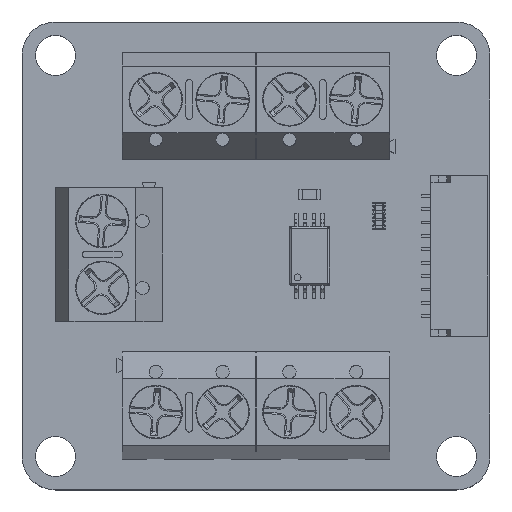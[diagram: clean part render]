
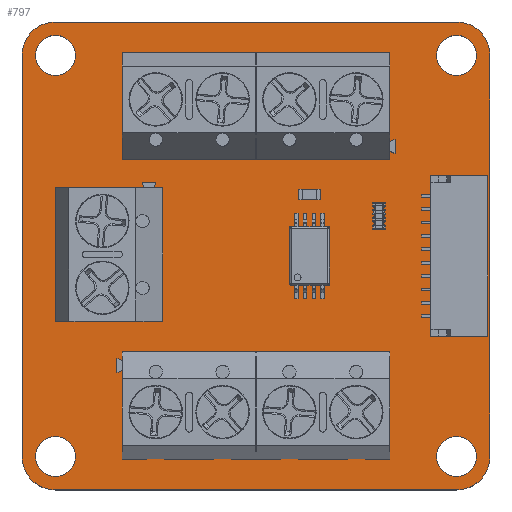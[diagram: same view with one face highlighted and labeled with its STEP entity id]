
A CAD part, top view. The second image highlights one B-rep face of the part: STEP entity #797.
In plain terms, the highlighted planar face has unit normal (0, 0, 1).
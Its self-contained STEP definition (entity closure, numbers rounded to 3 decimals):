
#22 = VERTEX_POINT('',#23);
#23 = CARTESIAN_POINT('',(-17.499,-15.001,0.));
#41 = VERTEX_POINT('',#42);
#42 = CARTESIAN_POINT('',(-15.,-17.501,0.));
#48 = EDGE_CURVE('',#22,#41,#49,.T.);
#49 = CIRCLE('',#50,2.499);
#50 = AXIS2_PLACEMENT_3D('',#51,#52,#53);
#51 = CARTESIAN_POINT('',(-15.,-15.001,0.));
#52 = DIRECTION('',(0.,0.,1.));
#53 = DIRECTION('',(-1.,0.,0.));
#64 = VERTEX_POINT('',#65);
#65 = CARTESIAN_POINT('',(-17.499,15.001,0.));
#80 = EDGE_CURVE('',#64,#22,#81,.T.);
#81 = LINE('',#82,#83);
#82 = CARTESIAN_POINT('',(-17.499,15.001,0.));
#83 = VECTOR('',#84,1.);
#84 = DIRECTION('',(0.,-1.,0.));
#104 = VERTEX_POINT('',#105);
#105 = CARTESIAN_POINT('',(15.,-17.501,0.));
#111 = EDGE_CURVE('',#41,#104,#112,.T.);
#112 = LINE('',#113,#114);
#113 = CARTESIAN_POINT('',(-15.,-17.501,0.));
#114 = VECTOR('',#115,1.);
#115 = DIRECTION('',(1.,0.,0.));
#126 = VERTEX_POINT('',#127);
#127 = CARTESIAN_POINT('',(-15.,17.501,0.));
#143 = EDGE_CURVE('',#126,#64,#144,.T.);
#144 = CIRCLE('',#145,2.499);
#145 = AXIS2_PLACEMENT_3D('',#146,#147,#148);
#146 = CARTESIAN_POINT('',(-15.,15.001,0.));
#147 = DIRECTION('',(0.,0.,1.));
#148 = DIRECTION('',(0.,1.,0.));
#169 = VERTEX_POINT('',#170);
#170 = CARTESIAN_POINT('',(17.499,-15.001,0.));
#176 = EDGE_CURVE('',#104,#169,#177,.T.);
#177 = CIRCLE('',#178,2.499);
#178 = AXIS2_PLACEMENT_3D('',#179,#180,#181);
#179 = CARTESIAN_POINT('',(15.,-15.001,0.));
#180 = DIRECTION('',(0.,0.,1.));
#181 = DIRECTION('',(0.,-1.,0.));
#192 = VERTEX_POINT('',#193);
#193 = CARTESIAN_POINT('',(15.,17.501,0.));
#208 = EDGE_CURVE('',#192,#126,#209,.T.);
#209 = LINE('',#210,#211);
#210 = CARTESIAN_POINT('',(15.,17.501,0.));
#211 = VECTOR('',#212,1.);
#212 = DIRECTION('',(-1.,0.,0.));
#232 = VERTEX_POINT('',#233);
#233 = CARTESIAN_POINT('',(17.499,-10.001,0.));
#239 = EDGE_CURVE('',#169,#232,#240,.T.);
#240 = LINE('',#241,#242);
#241 = CARTESIAN_POINT('',(17.499,-15.001,0.));
#242 = VECTOR('',#243,1.);
#243 = DIRECTION('',(0.,1.,0.));
#254 = VERTEX_POINT('',#255);
#255 = CARTESIAN_POINT('',(17.499,15.001,0.));
#271 = EDGE_CURVE('',#254,#192,#272,.T.);
#272 = CIRCLE('',#273,2.499);
#273 = AXIS2_PLACEMENT_3D('',#274,#275,#276);
#274 = CARTESIAN_POINT('',(15.,15.001,0.));
#275 = DIRECTION('',(-0.,0.,1.));
#276 = DIRECTION('',(1.,0.,0.));
#296 = VERTEX_POINT('',#297);
#297 = CARTESIAN_POINT('',(17.499,9.999,0.));
#303 = EDGE_CURVE('',#232,#296,#304,.T.);
#304 = LINE('',#305,#306);
#305 = CARTESIAN_POINT('',(17.499,-10.001,0.));
#306 = VECTOR('',#307,1.);
#307 = DIRECTION('',(0.,1.,0.));
#325 = EDGE_CURVE('',#296,#254,#326,.T.);
#326 = LINE('',#327,#328);
#327 = CARTESIAN_POINT('',(17.499,9.999,0.));
#328 = VECTOR('',#329,1.);
#329 = DIRECTION('',(0.,1.,0.));
#340 = VERTEX_POINT('',#341);
#341 = CARTESIAN_POINT('',(-11.5,3.249,0.));
#357 = EDGE_CURVE('',#340,#340,#358,.T.);
#358 = CIRCLE('',#359,0.65);
#359 = AXIS2_PLACEMENT_3D('',#360,#361,#362);
#360 = CARTESIAN_POINT('',(-11.5,2.598,0.));
#361 = DIRECTION('',(0.,-0.,1.));
#362 = DIRECTION('',(0.,1.,0.));
#373 = VERTEX_POINT('',#374);
#374 = CARTESIAN_POINT('',(-11.5,-1.75,0.));
#390 = EDGE_CURVE('',#373,#373,#391,.T.);
#391 = CIRCLE('',#392,0.65);
#392 = AXIS2_PLACEMENT_3D('',#393,#394,#395);
#393 = CARTESIAN_POINT('',(-11.5,-2.4,0.));
#394 = DIRECTION('',(0.,-0.,1.));
#395 = DIRECTION('',(0.,1.,0.));
#406 = VERTEX_POINT('',#407);
#407 = CARTESIAN_POINT('',(-3.151,-11.699,0.));
#423 = EDGE_CURVE('',#406,#406,#424,.T.);
#424 = CIRCLE('',#425,0.65);
#425 = AXIS2_PLACEMENT_3D('',#426,#427,#428);
#426 = CARTESIAN_POINT('',(-2.501,-11.699,0.));
#427 = DIRECTION('',(0.,0.,1.));
#428 = DIRECTION('',(-1.,0.,0.));
#439 = VERTEX_POINT('',#440);
#440 = CARTESIAN_POINT('',(-8.15,-11.699,0.));
#456 = EDGE_CURVE('',#439,#439,#457,.T.);
#457 = CIRCLE('',#458,0.65);
#458 = AXIS2_PLACEMENT_3D('',#459,#460,#461);
#459 = CARTESIAN_POINT('',(-7.499,-11.699,0.));
#460 = DIRECTION('',(0.,0.,1.));
#461 = DIRECTION('',(-1.,0.,0.));
#472 = VERTEX_POINT('',#473);
#473 = CARTESIAN_POINT('',(1.85,-11.699,0.));
#489 = EDGE_CURVE('',#472,#472,#490,.T.);
#490 = CIRCLE('',#491,0.65);
#491 = AXIS2_PLACEMENT_3D('',#492,#493,#494);
#492 = CARTESIAN_POINT('',(2.501,-11.699,0.));
#493 = DIRECTION('',(0.,0.,1.));
#494 = DIRECTION('',(-1.,0.,0.));
#505 = VERTEX_POINT('',#506);
#506 = CARTESIAN_POINT('',(6.849,-11.699,0.));
#522 = EDGE_CURVE('',#505,#505,#523,.T.);
#523 = CIRCLE('',#524,0.65);
#524 = AXIS2_PLACEMENT_3D('',#525,#526,#527);
#525 = CARTESIAN_POINT('',(7.499,-11.699,0.));
#526 = DIRECTION('',(0.,0.,1.));
#527 = DIRECTION('',(-1.,0.,0.));
#538 = VERTEX_POINT('',#539);
#539 = CARTESIAN_POINT('',(16.5,15.001,0.));
#555 = EDGE_CURVE('',#538,#538,#556,.T.);
#556 = CIRCLE('',#557,1.5);
#557 = AXIS2_PLACEMENT_3D('',#558,#559,#560);
#558 = CARTESIAN_POINT('',(15.,15.001,0.));
#559 = DIRECTION('',(0.,0.,1.));
#560 = DIRECTION('',(1.,0.,0.));
#571 = VERTEX_POINT('',#572);
#572 = CARTESIAN_POINT('',(8.15,11.699,0.));
#588 = EDGE_CURVE('',#571,#571,#589,.T.);
#589 = CIRCLE('',#590,0.65);
#590 = AXIS2_PLACEMENT_3D('',#591,#592,#593);
#591 = CARTESIAN_POINT('',(7.499,11.699,0.));
#592 = DIRECTION('',(0.,0.,1.));
#593 = DIRECTION('',(1.,0.,0.));
#604 = VERTEX_POINT('',#605);
#605 = CARTESIAN_POINT('',(-6.849,11.699,0.));
#621 = EDGE_CURVE('',#604,#604,#622,.T.);
#622 = CIRCLE('',#623,0.65);
#623 = AXIS2_PLACEMENT_3D('',#624,#625,#626);
#624 = CARTESIAN_POINT('',(-7.499,11.699,0.));
#625 = DIRECTION('',(0.,0.,1.));
#626 = DIRECTION('',(1.,0.,0.));
#637 = VERTEX_POINT('',#638);
#638 = CARTESIAN_POINT('',(-1.85,11.699,0.));
#654 = EDGE_CURVE('',#637,#637,#655,.T.);
#655 = CIRCLE('',#656,0.65);
#656 = AXIS2_PLACEMENT_3D('',#657,#658,#659);
#657 = CARTESIAN_POINT('',(-2.501,11.699,0.));
#658 = DIRECTION('',(0.,0.,1.));
#659 = DIRECTION('',(1.,0.,0.));
#670 = VERTEX_POINT('',#671);
#671 = CARTESIAN_POINT('',(3.151,11.699,0.));
#687 = EDGE_CURVE('',#670,#670,#688,.T.);
#688 = CIRCLE('',#689,0.65);
#689 = AXIS2_PLACEMENT_3D('',#690,#691,#692);
#690 = CARTESIAN_POINT('',(2.501,11.699,0.));
#691 = DIRECTION('',(0.,0.,1.));
#692 = DIRECTION('',(1.,0.,0.));
#703 = VERTEX_POINT('',#704);
#704 = CARTESIAN_POINT('',(15.,-13.501,0.));
#720 = EDGE_CURVE('',#703,#703,#721,.T.);
#721 = CIRCLE('',#722,1.5);
#722 = AXIS2_PLACEMENT_3D('',#723,#724,#725);
#723 = CARTESIAN_POINT('',(15.,-15.001,0.));
#724 = DIRECTION('',(0.,-0.,1.));
#725 = DIRECTION('',(0.,1.,0.));
#736 = VERTEX_POINT('',#737);
#737 = CARTESIAN_POINT('',(-13.5,-15.001,0.));
#753 = EDGE_CURVE('',#736,#736,#754,.T.);
#754 = CIRCLE('',#755,1.5);
#755 = AXIS2_PLACEMENT_3D('',#756,#757,#758);
#756 = CARTESIAN_POINT('',(-15.,-15.001,0.));
#757 = DIRECTION('',(0.,0.,1.));
#758 = DIRECTION('',(1.,0.,0.));
#769 = VERTEX_POINT('',#770);
#770 = CARTESIAN_POINT('',(-15.,16.501,0.));
#786 = EDGE_CURVE('',#769,#769,#787,.T.);
#787 = CIRCLE('',#788,1.5);
#788 = AXIS2_PLACEMENT_3D('',#789,#790,#791);
#789 = CARTESIAN_POINT('',(-15.,15.001,0.));
#790 = DIRECTION('',(0.,-0.,1.));
#791 = DIRECTION('',(0.,1.,0.));
#797 = ADVANCED_FACE('',(#798,#810,#813,#816,#819,#822,#825,#828,#831,
    #834,#837,#840,#843,#846,#849),#852,.F.);
#798 = FACE_BOUND('',#799,.F.);
#799 = EDGE_LOOP('',(#800,#801,#802,#803,#804,#805,#806,#807,#808,#809)
  );
#800 = ORIENTED_EDGE('',*,*,#48,.F.);
#801 = ORIENTED_EDGE('',*,*,#80,.F.);
#802 = ORIENTED_EDGE('',*,*,#143,.F.);
#803 = ORIENTED_EDGE('',*,*,#208,.F.);
#804 = ORIENTED_EDGE('',*,*,#271,.F.);
#805 = ORIENTED_EDGE('',*,*,#325,.F.);
#806 = ORIENTED_EDGE('',*,*,#303,.F.);
#807 = ORIENTED_EDGE('',*,*,#239,.F.);
#808 = ORIENTED_EDGE('',*,*,#176,.F.);
#809 = ORIENTED_EDGE('',*,*,#111,.F.);
#810 = FACE_BOUND('',#811,.F.);
#811 = EDGE_LOOP('',(#812));
#812 = ORIENTED_EDGE('',*,*,#357,.T.);
#813 = FACE_BOUND('',#814,.F.);
#814 = EDGE_LOOP('',(#815));
#815 = ORIENTED_EDGE('',*,*,#390,.T.);
#816 = FACE_BOUND('',#817,.F.);
#817 = EDGE_LOOP('',(#818));
#818 = ORIENTED_EDGE('',*,*,#423,.T.);
#819 = FACE_BOUND('',#820,.F.);
#820 = EDGE_LOOP('',(#821));
#821 = ORIENTED_EDGE('',*,*,#456,.T.);
#822 = FACE_BOUND('',#823,.F.);
#823 = EDGE_LOOP('',(#824));
#824 = ORIENTED_EDGE('',*,*,#489,.T.);
#825 = FACE_BOUND('',#826,.F.);
#826 = EDGE_LOOP('',(#827));
#827 = ORIENTED_EDGE('',*,*,#522,.T.);
#828 = FACE_BOUND('',#829,.F.);
#829 = EDGE_LOOP('',(#830));
#830 = ORIENTED_EDGE('',*,*,#555,.T.);
#831 = FACE_BOUND('',#832,.F.);
#832 = EDGE_LOOP('',(#833));
#833 = ORIENTED_EDGE('',*,*,#588,.T.);
#834 = FACE_BOUND('',#835,.F.);
#835 = EDGE_LOOP('',(#836));
#836 = ORIENTED_EDGE('',*,*,#621,.T.);
#837 = FACE_BOUND('',#838,.F.);
#838 = EDGE_LOOP('',(#839));
#839 = ORIENTED_EDGE('',*,*,#654,.T.);
#840 = FACE_BOUND('',#841,.F.);
#841 = EDGE_LOOP('',(#842));
#842 = ORIENTED_EDGE('',*,*,#687,.T.);
#843 = FACE_BOUND('',#844,.F.);
#844 = EDGE_LOOP('',(#845));
#845 = ORIENTED_EDGE('',*,*,#720,.T.);
#846 = FACE_BOUND('',#847,.F.);
#847 = EDGE_LOOP('',(#848));
#848 = ORIENTED_EDGE('',*,*,#753,.T.);
#849 = FACE_BOUND('',#850,.F.);
#850 = EDGE_LOOP('',(#851));
#851 = ORIENTED_EDGE('',*,*,#786,.T.);
#852 = PLANE('',#853);
#853 = AXIS2_PLACEMENT_3D('',#854,#855,#856);
#854 = CARTESIAN_POINT('',(-17.499,-15.001,0.));
#855 = DIRECTION('',(0.,0.,-1.));
#856 = DIRECTION('',(-1.,0.,0.));
